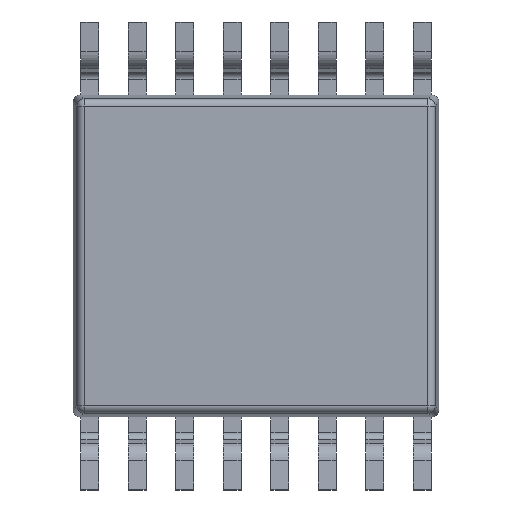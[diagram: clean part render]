
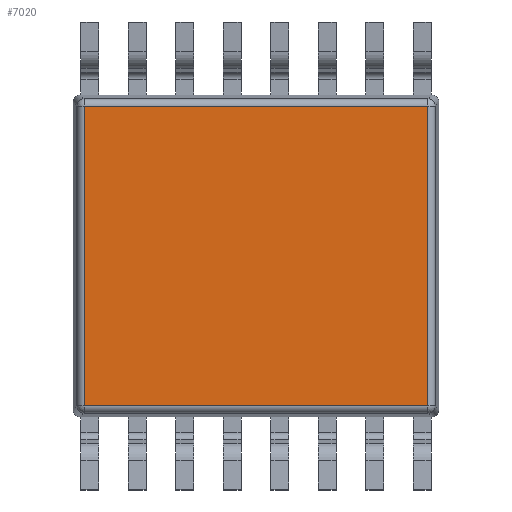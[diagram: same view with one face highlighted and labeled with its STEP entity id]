
A CAD part, front view. The second image highlights one B-rep face of the part: STEP entity #7020.
In plain terms, the highlighted planar face has unit normal (0, -1, 0).
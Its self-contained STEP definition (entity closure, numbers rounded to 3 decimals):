
#909=FACE_OUTER_BOUND('',#1312,.T.);
#1312=EDGE_LOOP('',(#5843,#5844,#5845,#5846));
#1925=LINE('',#11949,#2622);
#1926=LINE('',#11951,#2623);
#1927=LINE('',#11953,#2624);
#1928=LINE('',#11954,#2625);
#2622=VECTOR('',#8634,1000.);
#2623=VECTOR('',#8635,1000.);
#2624=VECTOR('',#8636,1000.);
#2625=VECTOR('',#8637,1000.);
#3319=VERTEX_POINT('',#11947);
#3320=VERTEX_POINT('',#11948);
#3321=VERTEX_POINT('',#11950);
#3322=VERTEX_POINT('',#11952);
#4201=EDGE_CURVE('',#3319,#3320,#1925,.T.);
#4202=EDGE_CURVE('',#3320,#3321,#1926,.T.);
#4203=EDGE_CURVE('',#3321,#3322,#1927,.T.);
#4204=EDGE_CURVE('',#3322,#3319,#1928,.T.);
#5843=ORIENTED_EDGE('',*,*,#4201,.T.);
#5844=ORIENTED_EDGE('',*,*,#4202,.T.);
#5845=ORIENTED_EDGE('',*,*,#4203,.T.);
#5846=ORIENTED_EDGE('',*,*,#4204,.T.);
#6689=PLANE('',#7443);
#7020=ADVANCED_FACE('',(#909),#6689,.T.);
#7443=AXIS2_PLACEMENT_3D('',#11946,#8632,#8633);
#8632=DIRECTION('center_axis',(0.,-1.,0.));
#8633=DIRECTION('ref_axis',(0.,0.,-1.));
#8634=DIRECTION('',(1.,0.,0.));
#8635=DIRECTION('',(0.,0.,1.));
#8636=DIRECTION('',(-1.,0.,0.));
#8637=DIRECTION('',(0.,0.,-1.));
#11946=CARTESIAN_POINT('Origin',(0.,-0.45,0.));
#11947=CARTESIAN_POINT('',(-2.35,-0.45,-2.05));
#11948=CARTESIAN_POINT('',(2.35,-0.45,-2.05));
#11949=CARTESIAN_POINT('',(2.437,-0.45,-2.05));
#11950=CARTESIAN_POINT('',(2.35,-0.45,2.05));
#11951=CARTESIAN_POINT('',(2.35,-0.45,2.137));
#11952=CARTESIAN_POINT('',(-2.35,-0.45,2.05));
#11953=CARTESIAN_POINT('',(-2.437,-0.45,2.05));
#11954=CARTESIAN_POINT('',(-2.35,-0.45,-2.137));
